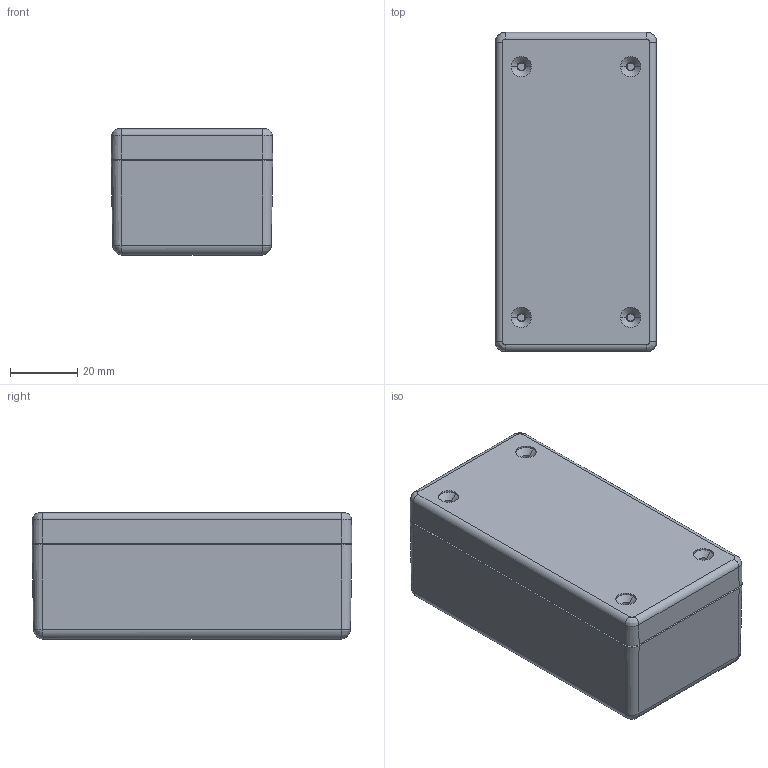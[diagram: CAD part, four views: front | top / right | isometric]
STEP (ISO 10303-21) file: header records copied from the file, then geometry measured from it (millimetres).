
FILE_DESCRIPTION (( 'STEP AP214' ), '1' );
FILE_NAME ('G1068.STEP', '2013-06-06T05:32:06', ( 'NEF User' ), ( 'NEF User' ), 'SwSTEP 2.0', 'SolidWorks 2012', '' );
FILE_SCHEMA (( 'AUTOMOTIVE_DESIGN' ));
Length unit declared in the file: millimetre
Products named in the file (1): G1068
Bounding box: 48 x 95 x 37.5 mm (x, y, z)
Volume: 49203 mm3; surface area: 42930.3 mm2
Topology: 2 solids, 2 shells, 278 faces, 724 edges, 468 vertices
Faces by surface type: plane 186, cylinder 64, cone 20, bspline 8
Entity records: 8997 total; most frequent: CARTESIAN_POINT 2057, ORIENTED_EDGE 1440, DIRECTION 1402, EDGE_CURVE 720, VECTOR 548, LINE 548, VERTEX_POINT 468, AXIS2_PLACEMENT_3D 427
